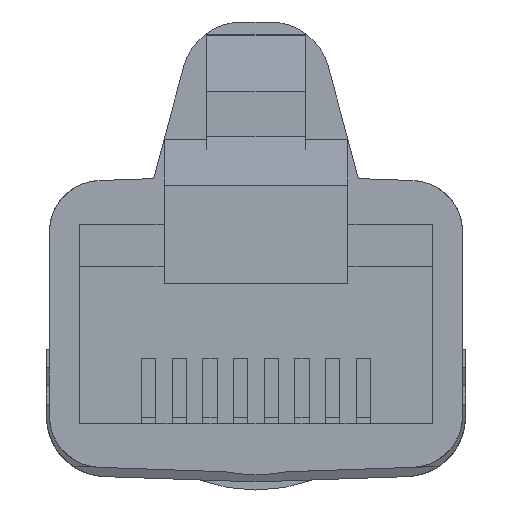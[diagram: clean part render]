
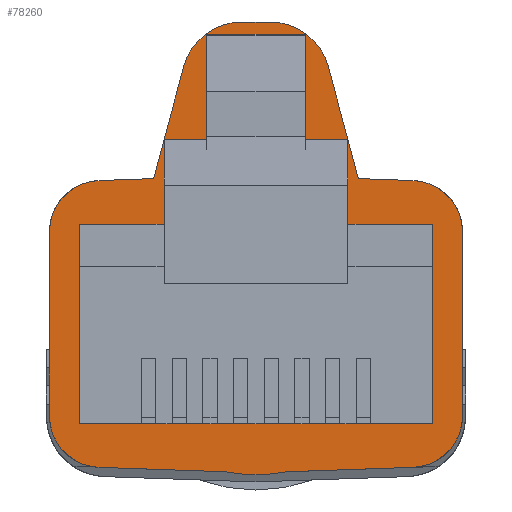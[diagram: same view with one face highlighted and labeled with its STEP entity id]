
A CAD part, front view. The second image highlights one B-rep face of the part: STEP entity #78260.
In plain terms, the highlighted planar face has unit normal (0, -1, 0).
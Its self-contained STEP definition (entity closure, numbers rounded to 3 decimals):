
#24140=CARTESIAN_POINT('',(-6.84,-29.,
3.051));
#24150=VERTEX_POINT('',#24140);
#24180=CARTESIAN_POINT('',(-6.84,-29.,
13.669));
#24190=DIRECTION('',(0.,0.,
1.));
#24200=VECTOR('',#24190,1.);
#24210=LINE('',#24180,#24200);
#24220=CARTESIAN_POINT('',(-6.84,-29.,
-3.051));
#24230=VERTEX_POINT('',#24220);
#24240=EDGE_CURVE('',#24230,#24150,#24210,.T.);
#75380=CARTESIAN_POINT('',(5.199,-29.,
4.75));
#75390=VERTEX_POINT('',#75380);
#75420=CARTESIAN_POINT('',(11.68,-29.,
4.524));
#75430=DIRECTION('',(0.999,0.,
-0.035));
#75440=VECTOR('',#75430,1.);
#75450=LINE('',#75420,#75440);
#75460=CARTESIAN_POINT('',(3.39,-29.,
4.813));
#75470=VERTEX_POINT('',#75460);
#75480=EDGE_CURVE('',#75470,#75390,#75450,.T.);
#75790=CARTESIAN_POINT('',(1.017,-29.,
13.669));
#75800=DIRECTION('',(-0.259,0.,
0.966));
#75810=VECTOR('',#75800,1.);
#75820=LINE('',#75790,#75810);
#75830=CARTESIAN_POINT('',(2.397,-29.,
8.518));
#75840=VERTEX_POINT('',#75830);
#75850=EDGE_CURVE('',#75470,#75840,#75820,.T.);
#76210=CARTESIAN_POINT('',(0.465,-29.,
10.));
#76220=VERTEX_POINT('',#76210);
#76350=CARTESIAN_POINT('',(0.465,-29.,
8.));
#76360=DIRECTION('',(0.,1.,
0.));
#76370=DIRECTION('',(1.,0.,0.));
#76380=AXIS2_PLACEMENT_3D('',#76350,#76360,#76370);
#76390=CIRCLE('',#76380,2.);
#76400=EDGE_CURVE('',#76220,#75840,#76390,.T.);
#76570=CARTESIAN_POINT('',(11.68,-29.,
10.));
#76580=DIRECTION('',(-1.,0.,0.));
#76590=VECTOR('',#76580,1.);
#76600=LINE('',#76570,#76590);
#76610=CARTESIAN_POINT('',(-0.465,-29.,
10.));
#76620=VERTEX_POINT('',#76610);
#76630=EDGE_CURVE('',#76220,#76620,#76600,.T.);
#76900=CARTESIAN_POINT('',(3.549,-29.,
-3.088));
#76910=DIRECTION('',(0.,-1.,
0.));
#76920=DIRECTION('',(-1.,0.,0.));
#76930=AXIS2_PLACEMENT_3D('',#76900,#76910,#76920);
#76940=PLANE('',#76930);
#76950=CARTESIAN_POINT('',(11.68,-29.,
3.2));
#76960=DIRECTION('',(1.,0.,0.));
#76970=VECTOR('',#76960,1.);
#76980=LINE('',#76950,#76970);
#76990=CARTESIAN_POINT('',(-5.75,-29.,
3.2));
#77000=VERTEX_POINT('',#76990);
#77010=CARTESIAN_POINT('',(5.75,-29.,
3.2));
#77020=VERTEX_POINT('',#77010);
#77030=EDGE_CURVE('',#77000,#77020,#76980,.T.);
#77040=ORIENTED_EDGE('',*,*,#77030,.T.);
#77050=CARTESIAN_POINT('',(-5.75,-29.,
13.669));
#77060=DIRECTION('',(0.,0.,
1.));
#77070=VECTOR('',#77060,1.);
#77080=LINE('',#77050,#77070);
#77090=CARTESIAN_POINT('',(-5.75,-29.,
-3.2));
#77100=VERTEX_POINT('',#77090);
#77110=EDGE_CURVE('',#77100,#77000,#77080,.T.);
#77120=ORIENTED_EDGE('',*,*,#77110,.T.);
#77130=CARTESIAN_POINT('',(11.68,-29.,
-3.2));
#77140=DIRECTION('',(-1.,0.,0.));
#77150=VECTOR('',#77140,1.);
#77160=LINE('',#77130,#77150);
#77170=CARTESIAN_POINT('',(5.75,-29.,
-3.2));
#77180=VERTEX_POINT('',#77170);
#77190=EDGE_CURVE('',#77180,#77100,#77160,.T.);
#77200=ORIENTED_EDGE('',*,*,#77190,.T.);
#77210=CARTESIAN_POINT('',(5.75,-29.,
13.669));
#77220=DIRECTION('',(0.,0.,
1.));
#77230=VECTOR('',#77220,1.);
#77240=LINE('',#77210,#77230);
#77250=EDGE_CURVE('',#77180,#77020,#77240,.T.);
#77260=ORIENTED_EDGE('',*,*,#77250,.F.);
#77270=EDGE_LOOP('',(#77260,#77200,#77120,#77040));
#77280=FACE_BOUND('',#77270,.T.);
#77290=CARTESIAN_POINT('',(11.68,-29.,
-5.339));
#77300=DIRECTION('',(-0.999,0.,
0.035));
#77310=VECTOR('',#77300,1.);
#77320=LINE('',#77290,#77310);
#77330=CARTESIAN_POINT('',(-1.012,-29.,
-4.896));
#77340=VERTEX_POINT('',#77330);
#77350=CARTESIAN_POINT('',(-5.199,-29.,
-4.75));
#77360=VERTEX_POINT('',#77350);
#77370=EDGE_CURVE('',#77340,#77360,#77320,.T.);
#77380=ORIENTED_EDGE('',*,*,#77370,.F.);
#77390=CARTESIAN_POINT('',(-5.14,-29.,
-3.051));
#77400=DIRECTION('',(0.,1.,
0.));
#77410=DIRECTION('',(-1.,0.,0.));
#77420=AXIS2_PLACEMENT_3D('',#77390,#77400,#77410);
#77430=CIRCLE('',#77420,1.7);
#77440=EDGE_CURVE('',#77360,#24230,#77430,.T.);
#77450=ORIENTED_EDGE('',*,*,#77440,.F.);
#77460=ORIENTED_EDGE('',*,*,#24240,.F.);
#77470=CARTESIAN_POINT('',(-5.14,-29.,
3.051));
#77480=DIRECTION('',(0.,-1.,
0.));
#77490=DIRECTION('',(-1.,0.,0.));
#77500=AXIS2_PLACEMENT_3D('',#77470,#77480,#77490);
#77510=CIRCLE('',#77500,1.7);
#77520=CARTESIAN_POINT('',(-5.199,-29.,
4.75));
#77530=VERTEX_POINT('',#77520);
#77540=EDGE_CURVE('',#77530,#24150,#77510,.T.);
#77550=ORIENTED_EDGE('',*,*,#77540,.T.);
#77560=CARTESIAN_POINT('',(11.68,-29.,
5.34));
#77570=DIRECTION('',(0.999,0.,
0.035));
#77580=VECTOR('',#77570,1.);
#77590=LINE('',#77560,#77580);
#77600=CARTESIAN_POINT('',(-3.39,-29.,
4.813));
#77610=VERTEX_POINT('',#77600);
#77620=EDGE_CURVE('',#77530,#77610,#77590,.T.);
#77630=ORIENTED_EDGE('',*,*,#77620,.F.);
#77640=CARTESIAN_POINT('',(-1.017,-29.,
13.669));
#77650=DIRECTION('',(-0.259,0.,
-0.966));
#77660=VECTOR('',#77650,1.);
#77670=LINE('',#77640,#77660);
#77680=CARTESIAN_POINT('',(-2.397,-29.,
8.518));
#77690=VERTEX_POINT('',#77680);
#77700=EDGE_CURVE('',#77690,#77610,#77670,.T.);
#77710=ORIENTED_EDGE('',*,*,#77700,.T.);
#77720=CARTESIAN_POINT('',(-0.465,-29.,
8.));
#77730=DIRECTION('',(0.,1.,
0.));
#77740=DIRECTION('',(1.,0.,0.));
#77750=AXIS2_PLACEMENT_3D('',#77720,#77730,#77740);
#77760=CIRCLE('',#77750,2.);
#77770=EDGE_CURVE('',#77690,#76620,#77760,.T.);
#77780=ORIENTED_EDGE('',*,*,#77770,.F.);
#77790=ORIENTED_EDGE('',*,*,#76630,.T.);
#77800=ORIENTED_EDGE('',*,*,#76400,.F.);
#77810=ORIENTED_EDGE('',*,*,#75850,.T.);
#77820=ORIENTED_EDGE('',*,*,#75480,.F.);
#77830=CARTESIAN_POINT('',(5.14,-29.,
3.051));
#77840=DIRECTION('',(0.,1.,
0.));
#77850=DIRECTION('',(1.,0.,0.));
#77860=AXIS2_PLACEMENT_3D('',#77830,#77840,#77850);
#77870=CIRCLE('',#77860,1.7);
#77880=CARTESIAN_POINT('',(6.84,-29.,
3.051));
#77890=VERTEX_POINT('',#77880);
#77900=EDGE_CURVE('',#75390,#77890,#77870,.T.);
#77910=ORIENTED_EDGE('',*,*,#77900,.F.);
#77920=CARTESIAN_POINT('',(6.84,-29.,
13.669));
#77930=DIRECTION('',(0.,0.,
-1.));
#77940=VECTOR('',#77930,1.);
#77950=LINE('',#77920,#77940);
#77960=CARTESIAN_POINT('',(6.84,-29.,
-3.051));
#77970=VERTEX_POINT('',#77960);
#77980=EDGE_CURVE('',#77890,#77970,#77950,.T.);
#77990=ORIENTED_EDGE('',*,*,#77980,.F.);
#78000=CARTESIAN_POINT('',(5.14,-29.,
-3.051));
#78010=DIRECTION('',(0.,-1.,
0.));
#78020=DIRECTION('',(-1.,0.,0.));
#78030=AXIS2_PLACEMENT_3D('',#78000,#78010,#78020);
#78040=CIRCLE('',#78030,1.7);
#78050=CARTESIAN_POINT('',(5.199,-29.,
-4.75));
#78060=VERTEX_POINT('',#78050);
#78070=EDGE_CURVE('',#78060,#77970,#78040,.T.);
#78080=ORIENTED_EDGE('',*,*,#78070,.T.);
#78090=CARTESIAN_POINT('',(11.68,-29.,
-4.524));
#78100=DIRECTION('',(0.999,0.,
0.035));
#78110=VECTOR('',#78100,1.);
#78120=LINE('',#78090,#78110);
#78130=CARTESIAN_POINT('',(1.012,-29.,
-4.896));
#78140=VERTEX_POINT('',#78130);
#78150=EDGE_CURVE('',#78140,#78060,#78120,.T.);
#78160=ORIENTED_EDGE('',*,*,#78150,.T.);
#78170=CARTESIAN_POINT('',(0.,-29.,
0.));
#78180=DIRECTION('',(0.,-1.,
0.));
#78190=DIRECTION('',(-1.,0.,0.));
#78200=AXIS2_PLACEMENT_3D('',#78170,#78180,#78190);
#78210=CIRCLE('',#78200,5.);
#78220=EDGE_CURVE('',#77340,#78140,#78210,.T.);
#78230=ORIENTED_EDGE('',*,*,#78220,.T.);
#78240=EDGE_LOOP('',(#78230,#78160,#78080,#77990,#77910,#77820,#77810,
#77800,#77790,#77780,#77710,#77630,#77550,#77460,#77450,#77380));
#78250=FACE_OUTER_BOUND('',#78240,.T.);
#78260=ADVANCED_FACE('',(#77280,#78250),#76940,.T.);
